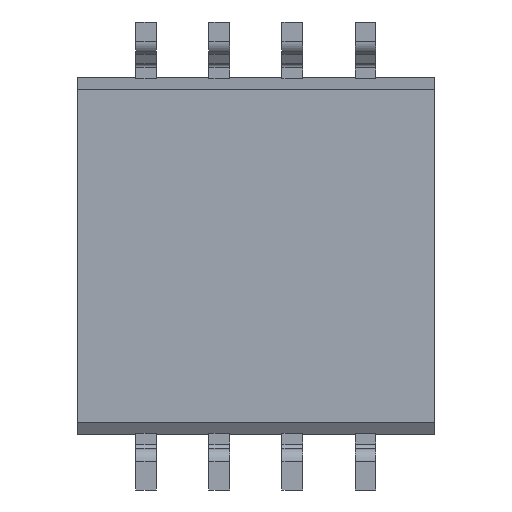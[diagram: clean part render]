
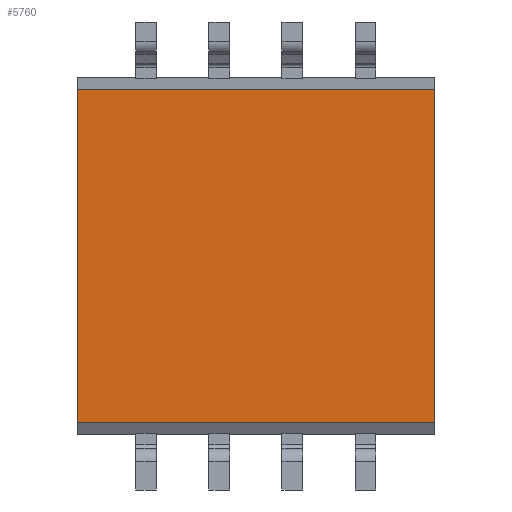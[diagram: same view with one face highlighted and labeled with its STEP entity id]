
A CAD part, front view. The second image highlights one B-rep face of the part: STEP entity #5760.
In plain terms, the highlighted planar face has unit normal (0, -1, 0).
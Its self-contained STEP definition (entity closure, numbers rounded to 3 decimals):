
#242 = DIRECTION ( 'NONE',  ( 0., 0., -1. ) ) ;
#272 = ORIENTED_EDGE ( 'NONE', *, *, #882, .F. ) ;
#429 = ORIENTED_EDGE ( 'NONE', *, *, #4528, .T. ) ;
#459 = CARTESIAN_POINT ( 'NONE',  ( 3.1, 0.1, 2.886 ) ) ;
#776 = EDGE_CURVE ( 'NONE', #2188, #3617, #3962, .T. ) ;
#882 = EDGE_CURVE ( 'NONE', #1255, #2188, #4036, .T. ) ;
#1005 = FACE_OUTER_BOUND ( 'NONE', #4618, .T. ) ;
#1053 = AXIS2_PLACEMENT_3D ( 'NONE', #3978, #5841, #4945 ) ;
#1255 = VERTEX_POINT ( 'NONE', #459 ) ;
#1585 = VECTOR ( 'NONE', #242, 1000. ) ;
#1918 = DIRECTION ( 'NONE',  ( 0., 0., -1. ) ) ;
#2188 = VERTEX_POINT ( 'NONE', #5189 ) ;
#2540 = EDGE_CURVE ( 'NONE', #1255, #3378, #5268, .T. ) ;
#2802 = CARTESIAN_POINT ( 'NONE',  ( -3.1, 0.1, -2.886 ) ) ;
#3159 = CARTESIAN_POINT ( 'NONE',  ( 3.1, 0.1, 0. ) ) ;
#3235 = ORIENTED_EDGE ( 'NONE', *, *, #2540, .T. ) ;
#3378 = VERTEX_POINT ( 'NONE', #5281 ) ;
#3465 = CARTESIAN_POINT ( 'NONE',  ( 3.1, 0.1, -2.886 ) ) ;
#3508 = PLANE ( 'NONE',  #1053 ) ;
#3617 = VERTEX_POINT ( 'NONE', #2802 ) ;
#3954 = VECTOR ( 'NONE', #1918, 1000. ) ;
#3962 = LINE ( 'NONE', #3465, #5003 ) ;
#3978 = CARTESIAN_POINT ( 'NONE',  ( 3.1, 0.1, 0. ) ) ;
#3997 = DIRECTION ( 'NONE',  ( -1., 0., 0. ) ) ;
#4036 = LINE ( 'NONE', #3159, #1585 ) ;
#4208 = DIRECTION ( 'NONE',  ( -1., 0., 0. ) ) ;
#4528 = EDGE_CURVE ( 'NONE', #3378, #3617, #4739, .T. ) ;
#4595 = ORIENTED_EDGE ( 'NONE', *, *, #776, .F. ) ;
#4618 = EDGE_LOOP ( 'NONE', ( #429, #4595, #272, #3235 ) ) ;
#4736 = CARTESIAN_POINT ( 'NONE',  ( 3.1, 0.1, 2.886 ) ) ;
#4739 = LINE ( 'NONE', #5241, #3954 ) ;
#4945 = DIRECTION ( 'NONE',  ( 1., 0., 0. ) ) ;
#5003 = VECTOR ( 'NONE', #3997, 1000. ) ;
#5189 = CARTESIAN_POINT ( 'NONE',  ( 3.1, 0.1, -2.886 ) ) ;
#5241 = CARTESIAN_POINT ( 'NONE',  ( -3.1, 0.1, 0. ) ) ;
#5268 = LINE ( 'NONE', #4736, #5373 ) ;
#5281 = CARTESIAN_POINT ( 'NONE',  ( -3.1, 0.1, 2.886 ) ) ;
#5373 = VECTOR ( 'NONE', #4208, 1000. ) ;
#5760 = ADVANCED_FACE ( 'NONE', ( #1005 ), #3508, .F. ) ;
#5841 = DIRECTION ( 'NONE',  ( 0., 1., 0. ) ) ;
